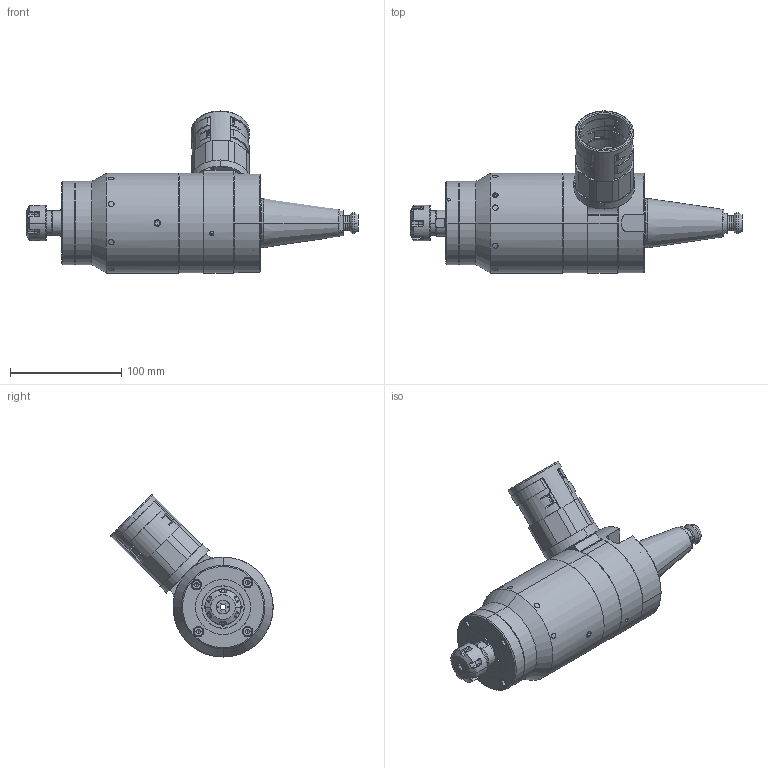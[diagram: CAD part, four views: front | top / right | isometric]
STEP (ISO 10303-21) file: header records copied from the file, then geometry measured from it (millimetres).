
FILE_DESCRIPTION (( 'STEP AP203' ), '1' );
FILE_NAME ('090S40B-02-_CAT40.STEP', '2013-05-27T07:04:44', ( '' ), ( '' ), 'SwSTEP 2.0', 'SolidWorks 2012', '' );
FILE_SCHEMA (( 'CONFIG_CONTROL_DESIGN' ));
Length unit declared in the file: millimetre
Products named in the file (1): 090S40B-02-_CAT40
Bounding box: 298.76 x 145.88 x 145.88 mm (x, y, z)
Surface area: 113732 mm2 (no closed solid volume)
Topology: 0 solids, 47 shells, 503 faces, 1637 edges, 1121 vertices
Faces by surface type: plane 223, cylinder 153, cone 68, torus 47, bspline 12
Entity records: 20407 total; most frequent: CARTESIAN_POINT 6036, DIRECTION 3074, ORIENTED_EDGE 2663, EDGE_CURVE 1621, AXIS2_PLACEMENT_3D 1130, VERTEX_POINT 1121, VECTOR 814, LINE 814
